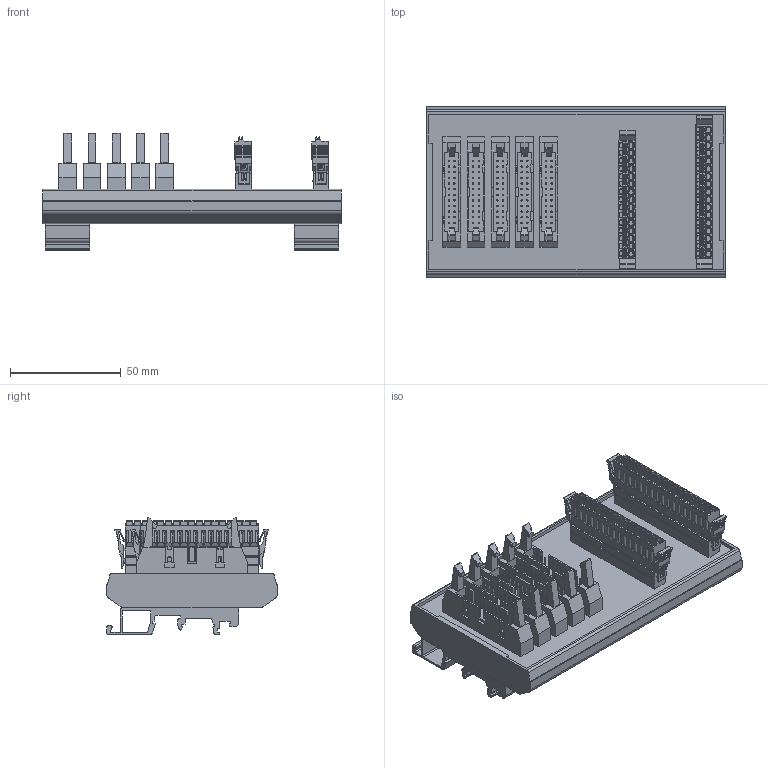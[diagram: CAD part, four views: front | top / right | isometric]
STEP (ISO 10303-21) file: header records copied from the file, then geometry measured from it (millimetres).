
FILE_DESCRIPTION((''),'2;1');
FILE_NAME('PRT0001','2023-01-12T17:29:11',('SESA654612'),('Schneider-Electric'),'CREO PARAMETRIC BY PTC INC, 2021284','CREO PARAMETRIC BY PTC INC, 2021284','');
FILE_SCHEMA(('CONFIG_CONTROL_DESIGN'));
Products named in the file (1): PRT0001
Bounding box: 134.9 x 77 x 52.93 mm (x, y, z)
Surface area: 66594.8 mm2 (no closed solid volume)
Topology: 0 solids, 97 shells, 4915 faces, 13163 edges, 8678 vertices
Faces by surface type: plane 3307, cylinder 1352, cone 192, torus 64
Entity records: 154430 total; most frequent: CARTESIAN_POINT 30225, ORIENTED_EDGE 26000, DIRECTION 25179, EDGE_CURVE 13163, VECTOR 9757, LINE 9757, VERTEX_POINT 8678, AXIS2_PLACEMENT_3D 7711
